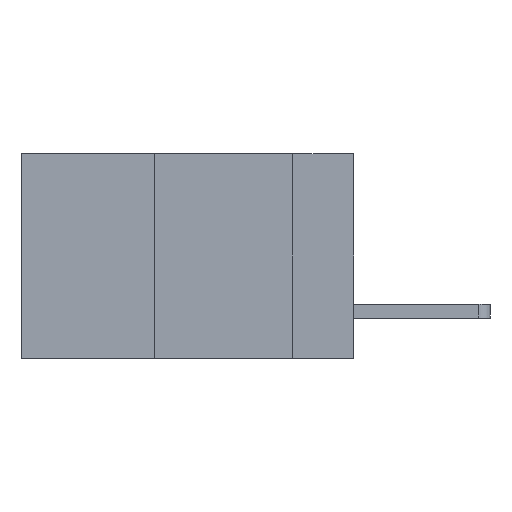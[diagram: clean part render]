
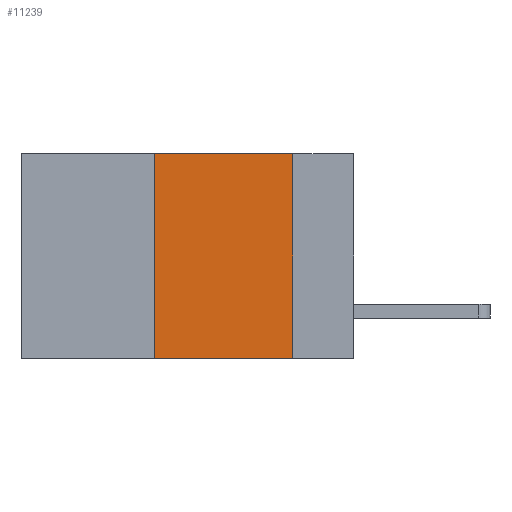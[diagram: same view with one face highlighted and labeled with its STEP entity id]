
A CAD part, left-side view. The second image highlights one B-rep face of the part: STEP entity #11239.
In plain terms, the highlighted planar face has unit normal (-1, 0, 0).
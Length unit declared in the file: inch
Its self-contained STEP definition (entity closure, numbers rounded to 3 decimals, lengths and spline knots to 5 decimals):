
#178 = DIRECTION ( 'NONE',  ( 0., 0., 1. ) ) ;
#581 = AXIS2_PLACEMENT_3D ( 'NONE', #6747, #1193, #3313 ) ;
#634 = EDGE_LOOP ( 'NONE', ( #14731, #5748, #14425, #12073 ) ) ;
#857 = EDGE_CURVE ( 'NONE', #8324, #13575, #2426, .T. ) ;
#957 = CARTESIAN_POINT ( 'NONE',  ( 0., 0.6, 0. ) ) ;
#1193 = DIRECTION ( 'NONE',  ( 1., 0., 0. ) ) ;
#1960 = LINE ( 'NONE', #12400, #10817 ) ;
#2426 = LINE ( 'NONE', #10512, #7968 ) ;
#3313 = DIRECTION ( 'NONE',  ( 0., 0., -1. ) ) ;
#3839 = EDGE_CURVE ( 'NONE', #13575, #12043, #7720, .T. ) ;
#4171 = VECTOR ( 'NONE', #12388, 39.37008 ) ;
#5748 = ORIENTED_EDGE ( 'NONE', *, *, #3839, .F. ) ;
#6365 = DIRECTION ( 'NONE',  ( 0., -1., 0. ) ) ;
#6747 = CARTESIAN_POINT ( 'NONE',  ( 0., 0.6, 0. ) ) ;
#6994 = CARTESIAN_POINT ( 'NONE',  ( 0., 0.36, 0. ) ) ;
#7720 = LINE ( 'NONE', #957, #9462 ) ;
#7968 = VECTOR ( 'NONE', #178, 39.37008 ) ;
#8242 = CARTESIAN_POINT ( 'NONE',  ( 0., 0.11, 0. ) ) ;
#8324 = VERTEX_POINT ( 'NONE', #11824 ) ;
#9061 = VERTEX_POINT ( 'NONE', #12888 ) ;
#9369 = EDGE_CURVE ( 'NONE', #12043, #9061, #1960, .T. ) ;
#9462 = VECTOR ( 'NONE', #6365, 39.37008 ) ;
#9954 = LINE ( 'NONE', #13537, #4171 ) ;
#10114 = DIRECTION ( 'NONE',  ( 0., 0., -1. ) ) ;
#10259 = FACE_OUTER_BOUND ( 'NONE', #634, .T. ) ;
#10512 = CARTESIAN_POINT ( 'NONE',  ( 0., 0.36, 0. ) ) ;
#10817 = VECTOR ( 'NONE', #10114, 39.37008 ) ;
#11106 = EDGE_CURVE ( 'NONE', #8324, #9061, #9954, .T. ) ;
#11239 = ADVANCED_FACE ( 'NONE', ( #10259 ), #12613, .F. ) ;
#11824 = CARTESIAN_POINT ( 'NONE',  ( 0., 0.36, -0.37 ) ) ;
#12043 = VERTEX_POINT ( 'NONE', #8242 ) ;
#12073 = ORIENTED_EDGE ( 'NONE', *, *, #11106, .T. ) ;
#12388 = DIRECTION ( 'NONE',  ( 0., -1., 0. ) ) ;
#12400 = CARTESIAN_POINT ( 'NONE',  ( 0., 0.11, 0. ) ) ;
#12613 = PLANE ( 'NONE',  #581 ) ;
#12888 = CARTESIAN_POINT ( 'NONE',  ( 0., 0.11, -0.37 ) ) ;
#13537 = CARTESIAN_POINT ( 'NONE',  ( 0., 0.6, -0.37 ) ) ;
#13575 = VERTEX_POINT ( 'NONE', #6994 ) ;
#14425 = ORIENTED_EDGE ( 'NONE', *, *, #857, .F. ) ;
#14731 = ORIENTED_EDGE ( 'NONE', *, *, #9369, .F. ) ;
